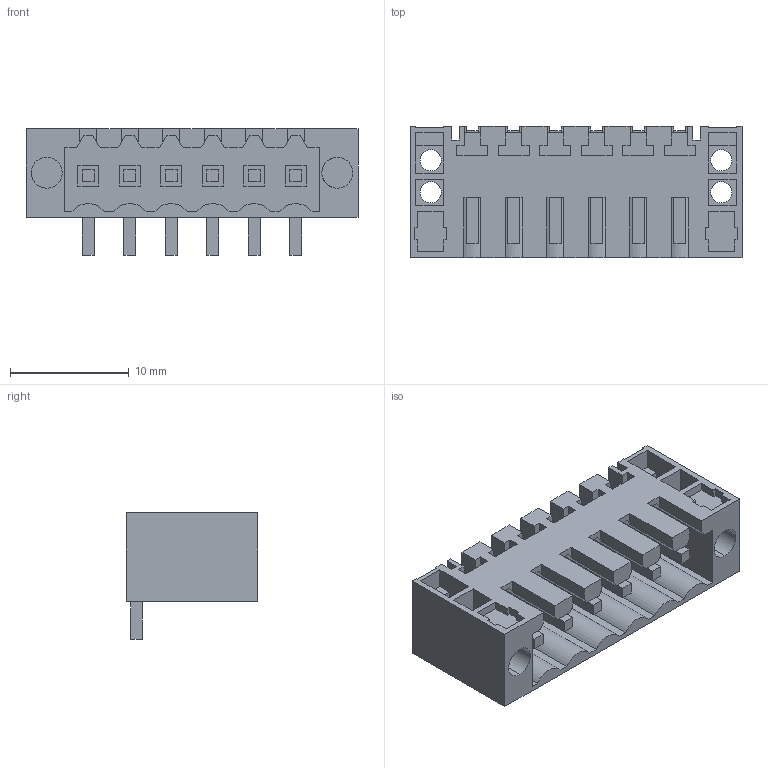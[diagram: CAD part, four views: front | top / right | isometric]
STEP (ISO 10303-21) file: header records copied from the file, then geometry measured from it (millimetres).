
FILE_DESCRIPTION(('CATIA V5 STEP Exchange','CAx-IF Rec.Pracs.--- Model Styling and Organization---1.4--- 2014-01-23'),'2;1');
FILE_NAME ('D1457228_1_1842120000_1842120000.stp','2021-08-12T06:31:04+00:00',('none'),('Weidmueller'),'CATIA Version 5-6 Release 2016 SP3 HF44','CATIA V5 STEP AP214','none');
FILE_SCHEMA(('AUTOMOTIVE_DESIGN { 1 0 10303 214 1 1 1 1 }'));
Length unit declared in the file: millimetre
Products named in the file (1): 1842120000
Bounding box: 28 x 11.05 x 10.65 mm (x, y, z)
Volume: 1054.1 mm3; surface area: 2734.1 mm2
Topology: 7 solids, 7 shells, 388 faces, 1145 edges, 777 vertices
Faces by surface type: plane 366, cylinder 22
Entity records: 12564 total; most frequent: ORIENTED_EDGE 2290, CARTESIAN_POINT 2237, DIRECTION 1671, EDGE_CURVE 1145, VECTOR 1101, LINE 1101, VERTEX_POINT 777, EDGE_LOOP 420
